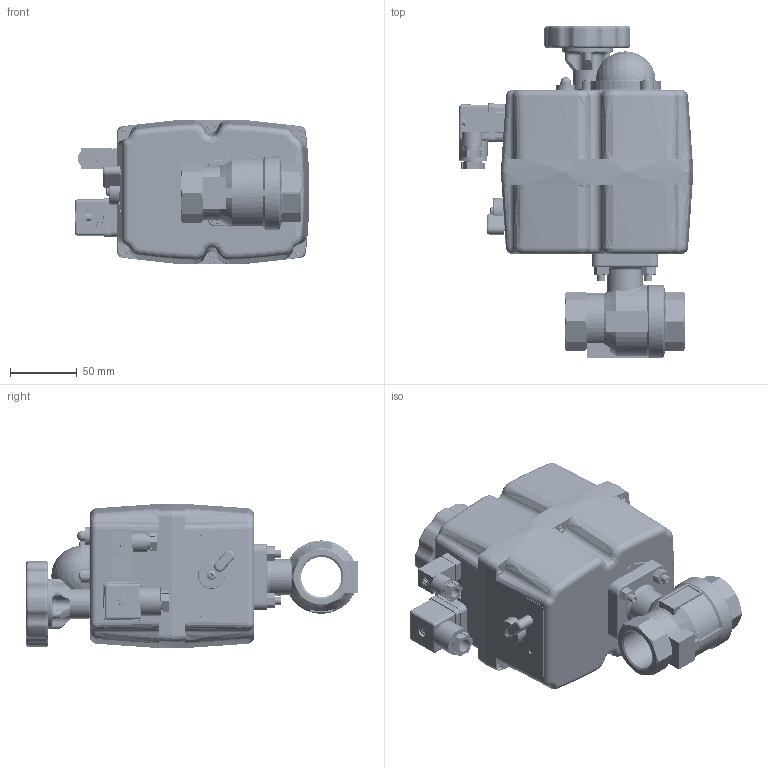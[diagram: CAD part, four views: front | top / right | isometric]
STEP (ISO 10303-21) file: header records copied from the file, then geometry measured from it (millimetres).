
FILE_DESCRIPTION (( 'STEP AP214' ), '1' );
FILE_NAME ('EK02_DN25_DVGW.STEP', '2024-01-31T10:04:06', ( '' ), ( '' ), 'SwSTEP 2.0', 'SolidWorks 2021', '' );
FILE_SCHEMA (( 'AUTOMOTIVE_DESIGN' ));
Length unit declared in the file: metre
Products named in the file (61): 1BAE; 2354_6; 4616; 1097E_3; 29E1_4; 357A_4; 2DDD; 4449; 4612_2; RED14X11SS; 2354_2; 4463; 4276; 4D18; 460E; 4D86; 444D; 4602; 4451; 4612; 337A; 1EBE; 589D; 29E1_3; 445D; 4CB3; 10975; 4077; AN01_S20-35; 29E1_2; 1097E_2; 479A; 45FE; 2354; 5C40; 5EB5; 2354_4; 5513; 4455; 2354_3 ...
Assembly tree (66 placements, depth 3):
  EK02_DN25_DVGW
    GK06_DN25
    RED14X11SS
    AN01_S20-35
      479A
      4455
      5F11
      2354
      1BAE
      2354_2
      4D86
      4D18
      29E1
      1097E
      445D
      4CB3
      460A
      2354_3
      357A_2
      5EB5
      4616
      444D
      4077
      5E5A
      1EBE
      2354_4
      6B9
      5D55
      4612
      4459
      29E1_2
      4463
      5513
      117BE
      4451
      357A_3
      4612_2
      2DDD
      45FE
      357A_4
      4602
      1097E_2
      337A
      29E1_3
      460E
      1097A
      5DA7
      4449
      29E1_4
      2354_5
      357A_5
      2354_6
      589D
      1097E_3
      4276
      5E00
      5C40
      10975
      4606
    socket set screw flat point_din_DIN 913 - M6 x 30-N  x4
Bounding box: 176.14 x 249 x 108.76 mm (x, y, z)
Volume: 640476.4 mm3; surface area: 315030.8 mm2
Topology: 67 solids, 67 shells, 5501 faces, 13515 edges, 8235 vertices
Faces by surface type: cylinder 1671, plane 1446, cone 1243, torus 751, bspline 253, sphere 137
Entity records: 203388 total; most frequent: CARTESIAN_POINT 68626, DIRECTION 28227, ORIENTED_EDGE 26244, EDGE_CURVE 13122, AXIS2_PLACEMENT_3D 11327, VERTEX_POINT 8065, CIRCLE 6138, EDGE_LOOP 5753
